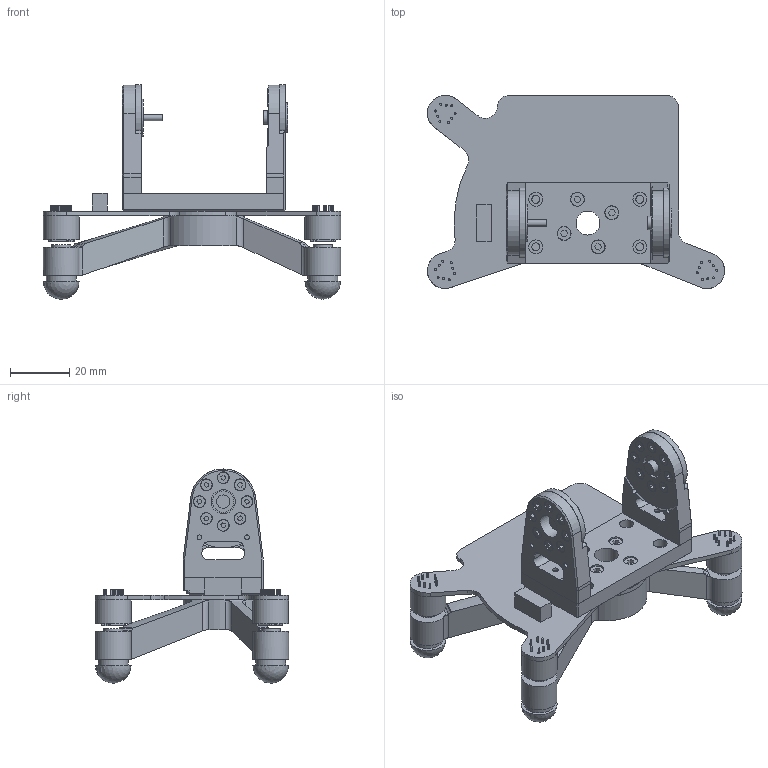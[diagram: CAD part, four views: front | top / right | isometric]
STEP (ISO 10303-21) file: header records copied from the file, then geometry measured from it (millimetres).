
FILE_DESCRIPTION(/* description */ ('Alibre Inc.'),/* implementation_level */ '2;1');
FILE_NAME(/* name */ 'export0',/* time_stamp */ '2015-04-30T13:33:04-04:00',/* author */ (''),/* organization */ (''),/* preprocessor_version */ 'ST-DEVELOPER v14',/* originating_system */ 'Alibre',/* authorisation */ '');
FILE_SCHEMA (('CONFIG_CONTROL_DESIGN'));
Length unit declared in the file: centimetre
Products named in the file (21): ID_1; ID_2; ID_3; ID_4; ID_5
Bounding box: 100 x 65 x 72.04 mm (x, y, z)
Volume: 40941.7 mm3; surface area: 37882.4 mm2
Topology: 55 solids, 55 shells, 1049 faces, 2835 edges, 1840 vertices
Faces by surface type: plane 755, cylinder 261, cone 18, bspline 12, sphere 3
Full cylindrical faces by diameter (mm): 0.7 x27, 1.6 x39, 2 x6, 2.05 x21, 2.1 x16, 2.7 x18, 3.8 x16, 4 x19, 4.5 x12, 4.7 x14, 6 x1, 6.35 x3, 6.477 x3, 7.2 x1, 8 x3, 8.1 x2, 10 x5, 12 x3, 12.5 x1, 22 x2
Entity records: 17756 total; most frequent: CARTESIAN_POINT 2911, DIRECTION 2432, ORIENTED_EDGE 2212, EDGE_CURVE 1106, AXIS2_PLACEMENT_3D 1079, EDGE_LOOP 849, FACE_BOUND 849, VERTEX_POINT 821
